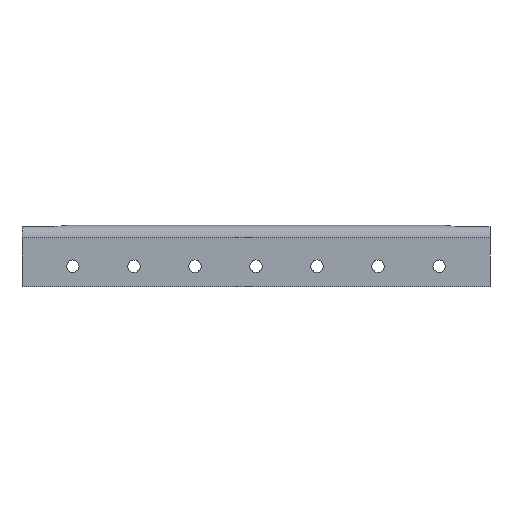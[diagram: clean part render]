
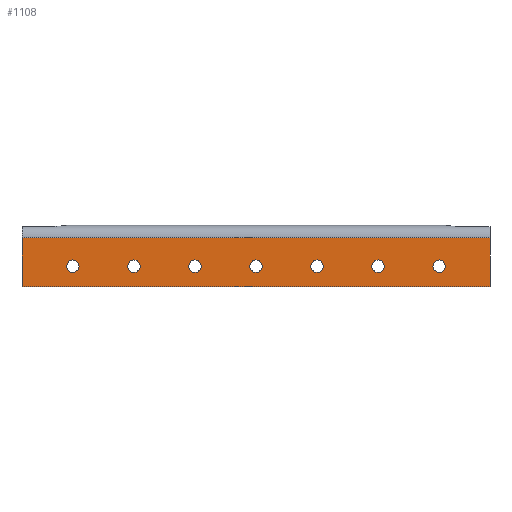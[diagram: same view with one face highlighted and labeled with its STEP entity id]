
A CAD part, left-side view. The second image highlights one B-rep face of the part: STEP entity #1108.
In plain terms, the highlighted planar face has unit normal (-1, 0, 0).
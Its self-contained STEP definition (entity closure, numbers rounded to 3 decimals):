
#35=FACE_BOUND('',#212,.T.);
#36=FACE_BOUND('',#213,.T.);
#37=FACE_BOUND('',#214,.T.);
#38=FACE_BOUND('',#215,.T.);
#39=FACE_BOUND('',#216,.T.);
#40=FACE_BOUND('',#217,.T.);
#41=FACE_BOUND('',#218,.T.);
#85=PLANE('',#1217);
#138=FACE_OUTER_BOUND('',#211,.T.);
#211=EDGE_LOOP('',(#1008,#1009,#1010,#1011));
#212=EDGE_LOOP('',(#1012));
#213=EDGE_LOOP('',(#1013));
#214=EDGE_LOOP('',(#1014));
#215=EDGE_LOOP('',(#1015));
#216=EDGE_LOOP('',(#1016));
#217=EDGE_LOOP('',(#1017));
#218=EDGE_LOOP('',(#1018));
#299=LINE('',#1758,#402);
#311=LINE('',#1813,#414);
#325=LINE('',#1867,#428);
#330=LINE('',#1876,#433);
#402=VECTOR('',#1423,10.);
#414=VECTOR('',#1457,10.);
#428=VECTOR('',#1497,10.);
#433=VECTOR('',#1508,10.);
#437=CIRCLE('',#1130,3.05);
#441=CIRCLE('',#1136,3.05);
#445=CIRCLE('',#1142,3.05);
#449=CIRCLE('',#1148,3.05);
#453=CIRCLE('',#1154,3.05);
#457=CIRCLE('',#1160,3.05);
#461=CIRCLE('',#1166,3.05);
#479=VERTEX_POINT('',#1524);
#483=VERTEX_POINT('',#1536);
#487=VERTEX_POINT('',#1548);
#491=VERTEX_POINT('',#1560);
#495=VERTEX_POINT('',#1572);
#499=VERTEX_POINT('',#1584);
#503=VERTEX_POINT('',#1596);
#549=VERTEX_POINT('',#1755);
#550=VERTEX_POINT('',#1757);
#566=VERTEX_POINT('',#1811);
#577=VERTEX_POINT('',#1866);
#582=EDGE_CURVE('',#479,#479,#437,.T.);
#588=EDGE_CURVE('',#483,#483,#441,.T.);
#594=EDGE_CURVE('',#487,#487,#445,.T.);
#600=EDGE_CURVE('',#491,#491,#449,.T.);
#606=EDGE_CURVE('',#495,#495,#453,.T.);
#612=EDGE_CURVE('',#499,#499,#457,.T.);
#618=EDGE_CURVE('',#503,#503,#461,.T.);
#684=EDGE_CURVE('',#549,#550,#299,.T.);
#705=EDGE_CURVE('',#566,#549,#311,.T.);
#725=EDGE_CURVE('',#550,#577,#325,.T.);
#730=EDGE_CURVE('',#577,#566,#330,.T.);
#1008=ORIENTED_EDGE('',*,*,#684,.F.);
#1009=ORIENTED_EDGE('',*,*,#705,.F.);
#1010=ORIENTED_EDGE('',*,*,#730,.F.);
#1011=ORIENTED_EDGE('',*,*,#725,.F.);
#1012=ORIENTED_EDGE('',*,*,#582,.T.);
#1013=ORIENTED_EDGE('',*,*,#588,.T.);
#1014=ORIENTED_EDGE('',*,*,#594,.T.);
#1015=ORIENTED_EDGE('',*,*,#600,.T.);
#1016=ORIENTED_EDGE('',*,*,#606,.T.);
#1017=ORIENTED_EDGE('',*,*,#612,.T.);
#1018=ORIENTED_EDGE('',*,*,#618,.T.);
#1108=ADVANCED_FACE('',(#138,#35,#36,#37,#38,#39,#40,#41),#85,.T.);
#1130=AXIS2_PLACEMENT_3D('',#1525,#1232,#1233);
#1136=AXIS2_PLACEMENT_3D('',#1537,#1246,#1247);
#1142=AXIS2_PLACEMENT_3D('',#1549,#1260,#1261);
#1148=AXIS2_PLACEMENT_3D('',#1561,#1274,#1275);
#1154=AXIS2_PLACEMENT_3D('',#1573,#1288,#1289);
#1160=AXIS2_PLACEMENT_3D('',#1585,#1302,#1303);
#1166=AXIS2_PLACEMENT_3D('',#1597,#1316,#1317);
#1217=AXIS2_PLACEMENT_3D('',#1875,#1506,#1507);
#1232=DIRECTION('center_axis',(1.,0.,0.));
#1233=DIRECTION('ref_axis',(0.,1.,0.));
#1246=DIRECTION('center_axis',(1.,0.,0.));
#1247=DIRECTION('ref_axis',(0.,1.,0.));
#1260=DIRECTION('center_axis',(1.,0.,0.));
#1261=DIRECTION('ref_axis',(0.,1.,0.));
#1274=DIRECTION('center_axis',(1.,0.,0.));
#1275=DIRECTION('ref_axis',(0.,1.,0.));
#1288=DIRECTION('center_axis',(1.,0.,0.));
#1289=DIRECTION('ref_axis',(0.,1.,0.));
#1302=DIRECTION('center_axis',(1.,0.,0.));
#1303=DIRECTION('ref_axis',(0.,1.,0.));
#1316=DIRECTION('center_axis',(1.,0.,0.));
#1317=DIRECTION('ref_axis',(0.,1.,0.));
#1423=DIRECTION('',(0.,-1.,0.));
#1457=DIRECTION('',(0.,0.,1.));
#1497=DIRECTION('',(0.,0.,-1.));
#1506=DIRECTION('center_axis',(-1.,0.,0.));
#1507=DIRECTION('ref_axis',(0.,0.,1.));
#1508=DIRECTION('',(0.,1.,0.));
#1524=CARTESIAN_POINT('',(-15.,56.95,-20.));
#1525=CARTESIAN_POINT('Origin',(-15.,60.,-20.));
#1536=CARTESIAN_POINT('',(-15.,-63.05,-20.));
#1537=CARTESIAN_POINT('Origin',(-15.,-60.,-20.));
#1548=CARTESIAN_POINT('',(-15.,-33.05,-20.));
#1549=CARTESIAN_POINT('Origin',(-15.,-30.,-20.));
#1560=CARTESIAN_POINT('',(-15.,86.95,-20.));
#1561=CARTESIAN_POINT('Origin',(-15.,90.,-20.));
#1572=CARTESIAN_POINT('',(-15.,26.95,-20.));
#1573=CARTESIAN_POINT('Origin',(-15.,30.,-20.));
#1584=CARTESIAN_POINT('',(-15.,-93.05,-20.));
#1585=CARTESIAN_POINT('Origin',(-15.,-90.,-20.));
#1596=CARTESIAN_POINT('',(-15.,-3.05,-20.));
#1597=CARTESIAN_POINT('Origin',(-15.,0.,-20.));
#1755=CARTESIAN_POINT('',(-15.,115.,-6.));
#1757=CARTESIAN_POINT('',(-15.,-115.,-6.));
#1758=CARTESIAN_POINT('',(-15.,0.,-6.));
#1811=CARTESIAN_POINT('',(-15.,115.,-30.));
#1813=CARTESIAN_POINT('',(-15.,115.,-30.));
#1866=CARTESIAN_POINT('',(-15.,-115.,-30.));
#1867=CARTESIAN_POINT('',(-15.,-115.,-30.));
#1875=CARTESIAN_POINT('Origin',(-15.,0.,-30.));
#1876=CARTESIAN_POINT('',(-15.,0.,-30.));
